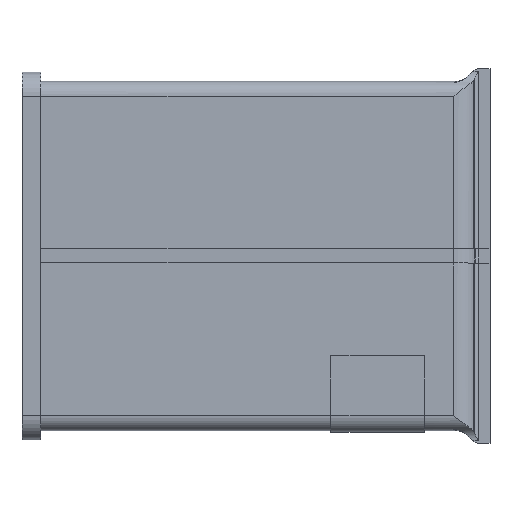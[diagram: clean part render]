
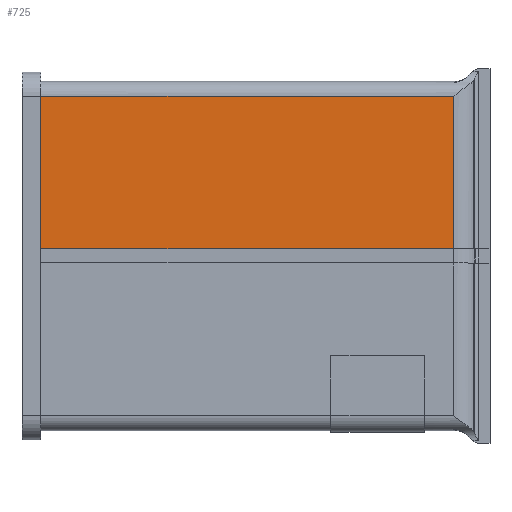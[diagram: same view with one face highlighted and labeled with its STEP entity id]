
A CAD part, top view. The second image highlights one B-rep face of the part: STEP entity #725.
In plain terms, the highlighted planar face has unit normal (0, 0, 1).
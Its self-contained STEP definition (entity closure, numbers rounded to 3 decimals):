
#18 = CARTESIAN_POINT ( 'NONE',  ( 475., 300., 17.5 ) ) ;
#23 = CARTESIAN_POINT ( 'NONE',  ( 461.144, 300., 17.5 ) ) ;
#74 = AXIS2_PLACEMENT_3D ( 'NONE', #18, #2957, #1305 ) ;
#150 = VERTEX_POINT ( 'NONE', #1986 ) ;
#204 = CARTESIAN_POINT ( 'NONE',  ( 20., 7.5, 17.5 ) ) ;
#260 = ORIENTED_EDGE ( 'NONE', *, *, #3331, .F. ) ;
#261 = VERTEX_POINT ( 'NONE', #2091 ) ;
#263 = FACE_OUTER_BOUND ( 'NONE', #931, .T. ) ;
#280 = EDGE_CURVE ( 'NONE', #261, #150, #3100, .T. ) ;
#582 = VECTOR ( 'NONE', #1372, 1000. ) ;
#725 = ADVANCED_FACE ( 'NONE', ( #263 ), #2188, .F. ) ;
#908 = CARTESIAN_POINT ( 'NONE',  ( 500.001, 170.5, 17.5 ) ) ;
#931 = EDGE_LOOP ( 'NONE', ( #260, #1467, #2529, #1131 ) ) ;
#1131 = ORIENTED_EDGE ( 'NONE', *, *, #3269, .T. ) ;
#1152 = DIRECTION ( 'NONE',  ( -1., 0., 0. ) ) ;
#1304 = EDGE_CURVE ( 'NONE', #261, #2026, #2712, .T. ) ;
#1305 = DIRECTION ( 'NONE',  ( -1., 0., 0. ) ) ;
#1312 = LINE ( 'NONE', #204, #2517 ) ;
#1372 = DIRECTION ( 'NONE',  ( 0., 1., 0. ) ) ;
#1378 = CARTESIAN_POINT ( 'NONE',  ( 461.144, 170.5, 17.5 ) ) ;
#1467 = ORIENTED_EDGE ( 'NONE', *, *, #280, .F. ) ;
#1986 = CARTESIAN_POINT ( 'NONE',  ( 20., 7.5, 17.5 ) ) ;
#2026 = VERTEX_POINT ( 'NONE', #1378 ) ;
#2091 = CARTESIAN_POINT ( 'NONE',  ( 461.144, 7.5, 17.5 ) ) ;
#2188 = PLANE ( 'NONE',  #74 ) ;
#2508 = LINE ( 'NONE', #908, #2691 ) ;
#2517 = VECTOR ( 'NONE', #2612, 1000. ) ;
#2529 = ORIENTED_EDGE ( 'NONE', *, *, #1304, .T. ) ;
#2572 = DIRECTION ( 'NONE',  ( -1., 0., 0. ) ) ;
#2612 = DIRECTION ( 'NONE',  ( 0., 1., 0. ) ) ;
#2691 = VECTOR ( 'NONE', #1152, 1000. ) ;
#2712 = LINE ( 'NONE', #23, #582 ) ;
#2835 = CARTESIAN_POINT ( 'NONE',  ( 0., 7.5, 17.5 ) ) ;
#2946 = CARTESIAN_POINT ( 'NONE',  ( 20., 170.5, 17.5 ) ) ;
#2957 = DIRECTION ( 'NONE',  ( 0., 0., -1. ) ) ;
#3100 = LINE ( 'NONE', #2835, #3128 ) ;
#3128 = VECTOR ( 'NONE', #2572, 1000. ) ;
#3269 = EDGE_CURVE ( 'NONE', #2026, #3378, #2508, .T. ) ;
#3331 = EDGE_CURVE ( 'NONE', #150, #3378, #1312, .T. ) ;
#3378 = VERTEX_POINT ( 'NONE', #2946 ) ;
